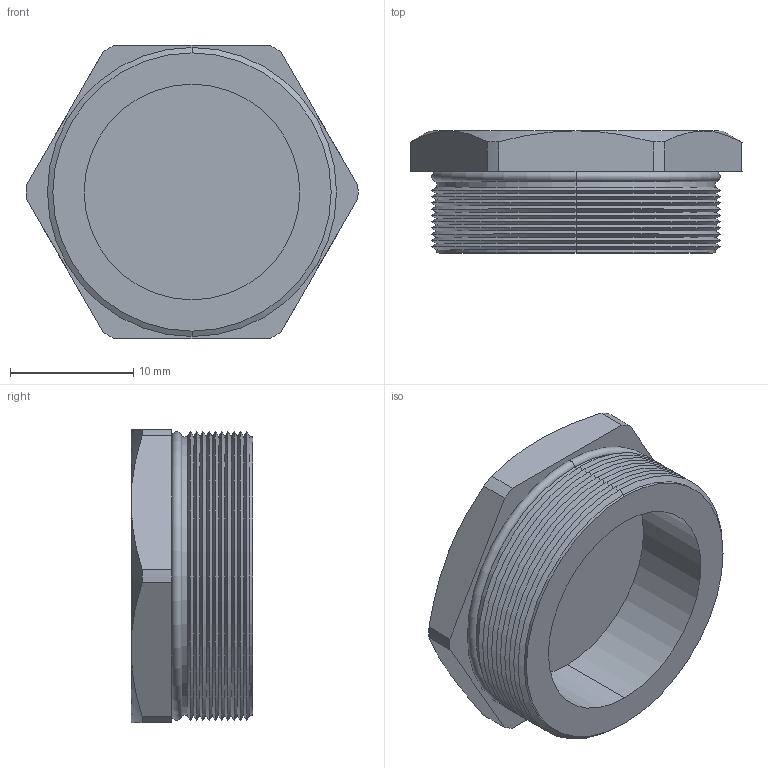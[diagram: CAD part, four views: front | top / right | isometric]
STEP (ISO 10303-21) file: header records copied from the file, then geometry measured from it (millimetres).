
FILE_DESCRIPTION (( 'STEP AP203' ), '1' );
FILE_NAME ('HP-16-SS-S.STEP', '2007-02-18T09:31:17', ( 'bsi02' ), ( '' ), 'SwSTEP 2.0', 'SolidWorks 2007', '' );
FILE_SCHEMA (( 'CONFIG_CONTROL_DESIGN' ));
Length unit declared in the file: inch
Products named in the file (1): HP-16-SS-S
Bounding box: 26.98 x 9.91 x 23.88 mm (x, y, z)
Volume: 2770 mm3; surface area: 2476.3 mm2
Topology: 1 solids, 1 shells, 70 faces, 148 edges, 82 vertices
Faces by surface type: cone 46, cylinder 12, plane 10, torus 2
Entity records: 1971 total; most frequent: CARTESIAN_POINT 373, DIRECTION 350, ORIENTED_EDGE 296, EDGE_CURVE 148, AXIS2_PLACEMENT_3D 143, VERTEX_POINT 82, EDGE_LOOP 72, CIRCLE 72
